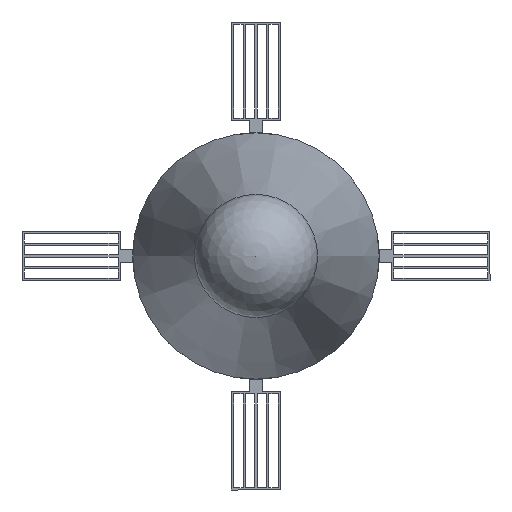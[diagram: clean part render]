
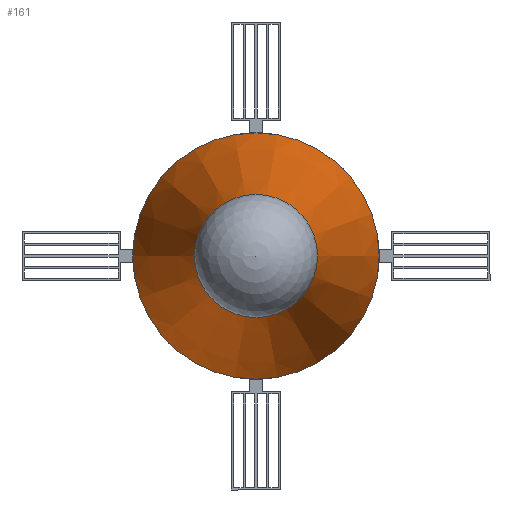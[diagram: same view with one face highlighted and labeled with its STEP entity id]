
A CAD part, left-side view. The second image highlights one B-rep face of the part: STEP entity #161.
In plain terms, the highlighted conical face has half-angle 14.036 degrees and reference radius 500 mm.
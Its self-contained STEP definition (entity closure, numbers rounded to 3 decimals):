
#113=CONICAL_SURFACE('',#2476,500.,14.036);
#114=CIRCLE('',#2474,250.);
#115=CIRCLE('',#2475,500.);
#161=ADVANCED_FACE('',(#391),#113,.T.);
#391=FACE_OUTER_BOUND('',#503,.T.);
#503=EDGE_LOOP('',(#739,#740,#741,#742));
#739=ORIENTED_EDGE('',*,*,#1627,.T.);
#740=ORIENTED_EDGE('',*,*,#1628,.F.);
#741=ORIENTED_EDGE('',*,*,#1629,.F.);
#742=ORIENTED_EDGE('',*,*,#1628,.T.);
#1403=VERTEX_POINT('',#3395);
#1404=VERTEX_POINT('',#3397);
#1627=EDGE_CURVE('',#1403,#1403,#114,.T.);
#1628=EDGE_CURVE('',#1404,#1403,#1959,.T.);
#1629=EDGE_CURVE('',#1404,#1404,#115,.T.);
#1959=LINE('',#3396,#2252);
#2252=VECTOR('',#2742,1.);
#2474=AXIS2_PLACEMENT_3D('',#3394,#2740,#2741);
#2475=AXIS2_PLACEMENT_3D('',#3398,#2743,#2744);
#2476=AXIS2_PLACEMENT_3D('',#3399,#2745,#2746);
#2740=DIRECTION('',(1.,0.,0.));
#2741=DIRECTION('',(0.,1.,0.));
#2742=DIRECTION('',(-0.97,-0.243,0.));
#2743=DIRECTION('',(1.,0.,0.));
#2744=DIRECTION('',(0.,1.,0.));
#2745=DIRECTION('',(1.,0.,0.));
#2746=DIRECTION('',(0.,-1.,0.));
#3394=CARTESIAN_POINT('',(-8500.,0.,0.));
#3395=CARTESIAN_POINT('',(-8500.,250.,0.));
#3396=CARTESIAN_POINT('',(-7500.,500.,0.));
#3397=CARTESIAN_POINT('',(-7500.,500.,0.));
#3398=CARTESIAN_POINT('',(-7500.,0.,0.));
#3399=CARTESIAN_POINT('',(-7500.,0.,0.));
